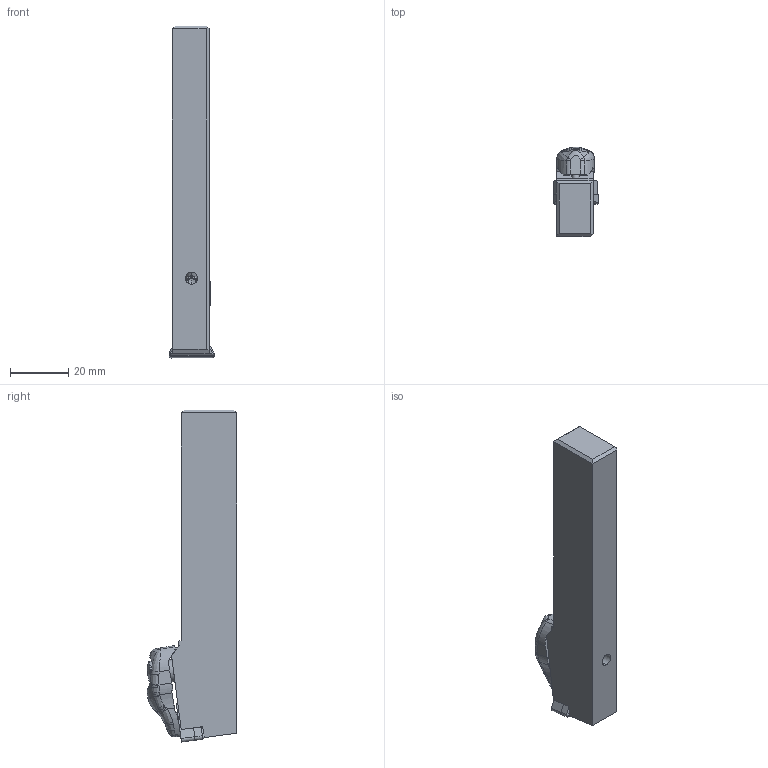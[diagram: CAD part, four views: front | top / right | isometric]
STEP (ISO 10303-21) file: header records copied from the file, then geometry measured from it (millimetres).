
FILE_DESCRIPTION(/* description */ (''),/* implementation_level */ '2;1');
FILE_NAME(/* name */ 'DTCNN-433_IR0_031.stp',/* time_stamp */ '2023-02-09T12:51:54+09:00',/* author */ (''),/* organization */ (''),/* preprocessor_version */ 'ST-DEVELOPER v16',/* originating_system */ 'SIEMENS PLM Software NX 10.0',/* authorisation */ '');
FILE_SCHEMA (('AUTOMOTIVE_DESIGN { 1 0 10303 214 3 1 1 1 }'));
Length unit declared in the file: millimetre
Products named in the file (1): DTCNN-433_IR0_031_ASM
Bounding box: 15.62 x 30.82 x 114.3 mm (x, y, z)
Volume: 29385.9 mm3; surface area: 10569.8 mm2
Topology: 2 solids, 2 shells, 272 faces, 797 edges, 530 vertices
Faces by surface type: cylinder 94, plane 74, bspline 62, torus 22, cone 14, sphere 6
Entity records: 15034 total; most frequent: CARTESIAN_POINT 6384, ORIENTED_EDGE 1562, DIRECTION 1251, EDGE_CURVE 781, VERTEX_POINT 517, AXIS2_PLACEMENT_3D 497, EDGE_LOOP 284, PRESENTATION_STYLE_ASSIGNMENT 280
